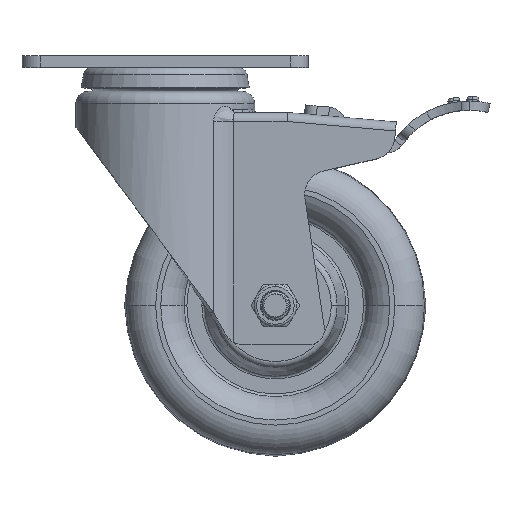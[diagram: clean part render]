
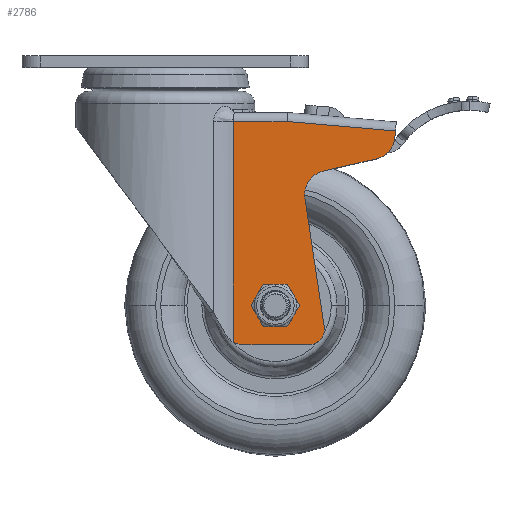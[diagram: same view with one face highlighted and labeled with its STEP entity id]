
A CAD part, top view. The second image highlights one B-rep face of the part: STEP entity #2786.
In plain terms, the highlighted planar face has unit normal (0, 0, 1).
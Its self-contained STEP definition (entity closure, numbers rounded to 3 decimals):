
#515=CARTESIAN_POINT('',(26.105,-87.8,23.));
#516=DIRECTION('',(0.,0.,1.));
#517=DIRECTION('',(-0.441,-0.898,0.));
#518=AXIS2_PLACEMENT_3D('',#515,#516,#517);
#520=DIRECTION('',(0.,-1.,0.));
#521=VECTOR('',#520,73.182);
#522=CARTESIAN_POINT('',(22.58,-21.8,23.));
#523=LINE('',#522,#521);
#524=DIRECTION('',(-1.,0.,0.));
#525=VECTOR('',#524,17.889);
#526=CARTESIAN_POINT('',(40.469,-21.8,23.));
#527=LINE('',#526,#525);
#528=DIRECTION('',(-0.996,0.087,0.));
#529=VECTOR('',#528,36.);
#530=CARTESIAN_POINT('',(76.332,-24.938,23.));
#531=LINE('',#530,#529);
#532=DIRECTION('',(-0.087,-0.996,0.));
#533=VECTOR('',#532,2.157);
#534=CARTESIAN_POINT('',(76.332,-24.938,23.));
#535=LINE('',#534,#533);
#536=CARTESIAN_POINT('',(68.174,-26.389,23.));
#537=DIRECTION('',(0.,0.,1.));
#538=DIRECTION('',(0.225,-0.974,0.));
#539=AXIS2_PLACEMENT_3D('',#536,#537,#538);
#541=DIRECTION('',(-0.974,-0.225,0.));
#542=VECTOR('',#541,17.979);
#543=CARTESIAN_POINT('',(69.974,-34.184,23.));
#544=LINE('',#543,#542);
#545=CARTESIAN_POINT('',(54.255,-46.024,23.));
#546=DIRECTION('',(0.,0.,1.));
#547=DIRECTION('',(-0.225,0.974,0.));
#548=AXIS2_PLACEMENT_3D('',#545,#546,#547);
#550=DIRECTION('',(0.148,-0.989,0.));
#551=VECTOR('',#550,43.33);
#552=CARTESIAN_POINT('',(46.343,-47.207,23.));
#553=LINE('',#552,#551);
#554=CARTESIAN_POINT('',(47.808,-90.8,23.));
#555=DIRECTION('',(0.,0.,1.));
#556=DIRECTION('',(0.,-1.,0.));
#557=AXIS2_PLACEMENT_3D('',#554,#555,#556);
#559=DIRECTION('',(1.,0.,0.));
#560=VECTOR('',#559,21.703);
#561=CARTESIAN_POINT('',(26.105,-95.8,23.));
#562=LINE('',#561,#560);
#563=CARTESIAN_POINT('',(36.5,-82.8,23.));
#564=DIRECTION('',(0.,0.,1.));
#565=DIRECTION('',(1.,0.,0.));
#566=AXIS2_PLACEMENT_3D('',#563,#564,#565);
#568=CARTESIAN_POINT('',(36.5,-82.8,23.));
#569=DIRECTION('',(0.,0.,1.));
#570=DIRECTION('',(-1.,0.,0.));
#571=AXIS2_PLACEMENT_3D('',#568,#569,#570);
#1575=CARTESIAN_POINT('',(40.469,-21.8,23.));
#1576=CARTESIAN_POINT('',(22.58,-21.8,23.));
#1577=VERTEX_POINT('',#1575);
#1578=VERTEX_POINT('',#1576);
#1621=CARTESIAN_POINT('',(76.332,-24.938,23.));
#1622=VERTEX_POINT('',#1621);
#1640=CARTESIAN_POINT('',(22.58,-94.982,23.));
#1641=CARTESIAN_POINT('',(26.105,-95.8,23.));
#1642=VERTEX_POINT('',#1640);
#1643=VERTEX_POINT('',#1641);
#1823=CARTESIAN_POINT('',(76.144,-27.087,23.));
#1824=VERTEX_POINT('',#1823);
#1825=CARTESIAN_POINT('',(69.974,-34.184,23.));
#1826=VERTEX_POINT('',#1825);
#1827=CARTESIAN_POINT('',(52.456,-38.229,23.));
#1828=VERTEX_POINT('',#1827);
#1829=CARTESIAN_POINT('',(46.343,-47.207,23.));
#1830=VERTEX_POINT('',#1829);
#1831=CARTESIAN_POINT('',(52.753,-90.06,23.));
#1832=VERTEX_POINT('',#1831);
#1833=CARTESIAN_POINT('',(47.808,-95.8,23.));
#1834=VERTEX_POINT('',#1833);
#1863=CARTESIAN_POINT('',(41.5,-82.8,23.));
#1864=CARTESIAN_POINT('',(31.5,-82.8,23.));
#1865=VERTEX_POINT('',#1863);
#1866=VERTEX_POINT('',#1864);
#2753=CARTESIAN_POINT('',(0.,0.,23.));
#2754=DIRECTION('',(0.,0.,1.));
#2755=DIRECTION('',(1.,0.,0.));
#2756=AXIS2_PLACEMENT_3D('',#2753,#2754,#2755);
#2757=PLANE('',#2756);
#2759=ORIENTED_EDGE('',*,*,#2758,.F.);
#2760=ORIENTED_EDGE('',*,*,#2535,.F.);
#2761=ORIENTED_EDGE('',*,*,#2744,.F.);
#2763=ORIENTED_EDGE('',*,*,#2762,.F.);
#2765=ORIENTED_EDGE('',*,*,#2764,.T.);
#2767=ORIENTED_EDGE('',*,*,#2766,.F.);
#2769=ORIENTED_EDGE('',*,*,#2768,.T.);
#2771=ORIENTED_EDGE('',*,*,#2770,.T.);
#2773=ORIENTED_EDGE('',*,*,#2772,.T.);
#2775=ORIENTED_EDGE('',*,*,#2774,.F.);
#2777=ORIENTED_EDGE('',*,*,#2776,.F.);
#2778=EDGE_LOOP('',(#2759,#2760,#2761,#2763,#2765,#2767,#2769,#2771,#2773,#2775,
#2777));
#2779=FACE_OUTER_BOUND('',#2778,.F.);
#2781=ORIENTED_EDGE('',*,*,#2780,.T.);
#2783=ORIENTED_EDGE('',*,*,#2782,.T.);
#2784=EDGE_LOOP('',(#2781,#2783));
#2785=FACE_BOUND('',#2784,.F.);
#519=CIRCLE('',#518,8.);
#540=CIRCLE('',#539,8.);
#549=CIRCLE('',#548,8.);
#558=CIRCLE('',#557,5.);
#567=CIRCLE('',#566,5.);
#572=CIRCLE('',#571,5.);
#2535=EDGE_CURVE('',#1578,#1642,#523,.T.);
#2744=EDGE_CURVE('',#1577,#1578,#527,.T.);
#2758=EDGE_CURVE('',#1642,#1643,#519,.T.);
#2762=EDGE_CURVE('',#1622,#1577,#531,.T.);
#2764=EDGE_CURVE('',#1622,#1824,#535,.T.);
#2766=EDGE_CURVE('',#1826,#1824,#540,.T.);
#2768=EDGE_CURVE('',#1826,#1828,#544,.T.);
#2770=EDGE_CURVE('',#1828,#1830,#549,.T.);
#2772=EDGE_CURVE('',#1830,#1832,#553,.T.);
#2774=EDGE_CURVE('',#1834,#1832,#558,.T.);
#2776=EDGE_CURVE('',#1643,#1834,#562,.T.);
#2780=EDGE_CURVE('',#1865,#1866,#567,.T.);
#2782=EDGE_CURVE('',#1866,#1865,#572,.T.);
#2786=ADVANCED_FACE('',(#2779,#2785),#2757,.T.);
